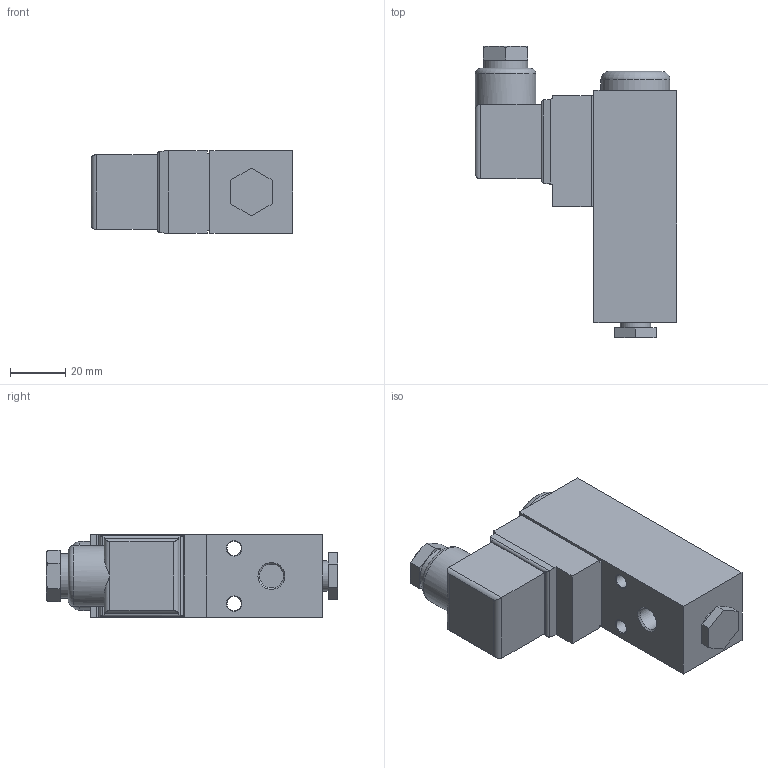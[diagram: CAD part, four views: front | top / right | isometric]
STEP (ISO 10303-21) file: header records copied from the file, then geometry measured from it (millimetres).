
FILE_DESCRIPTION(/* description */ ('STEP AP214'),/* implementation_level */ '2;1');
FILE_NAME(/* name */ '150261_VPEV-1_8',/* time_stamp */ '2024-09-17T02:19:52+02:00',/* author */ ('License CC BY-ND 4.0'),/* organization */ ('CADENAS'),/* preprocessor_version */ 'ST-DEVELOPER v19.3',/* originating_system */ 'PARTsolutions',/* authorisation */ ' ');
FILE_SCHEMA (('AUTOMOTIVE_DESIGN {1 0 10303 214 3 1 1}'));
Length unit declared in the file: millimetre
Products named in the file (1): 150261 VPEV-1/8
Bounding box: 73 x 105.5 x 30 mm (x, y, z)
Volume: 120195.3 mm3; surface area: 21974.2 mm2
Topology: 1 solids, 2 shells, 100 faces, 245 edges, 155 vertices
Faces by surface type: plane 63, cylinder 20, cone 12, torus 5
Full cylindrical faces by diameter (mm): 5 x1, 5.2 x2, 7 x1, 8.566 x2, 11 x1, 16 x1, 22 x2, 25 x1
Entity records: 2844 total; most frequent: CARTESIAN_POINT 567, DIRECTION 454, ORIENTED_EDGE 438, EDGE_CURVE 219, AXIS2_PLACEMENT_3D 158, VERTEX_POINT 151, LINE 138, VECTOR 138
